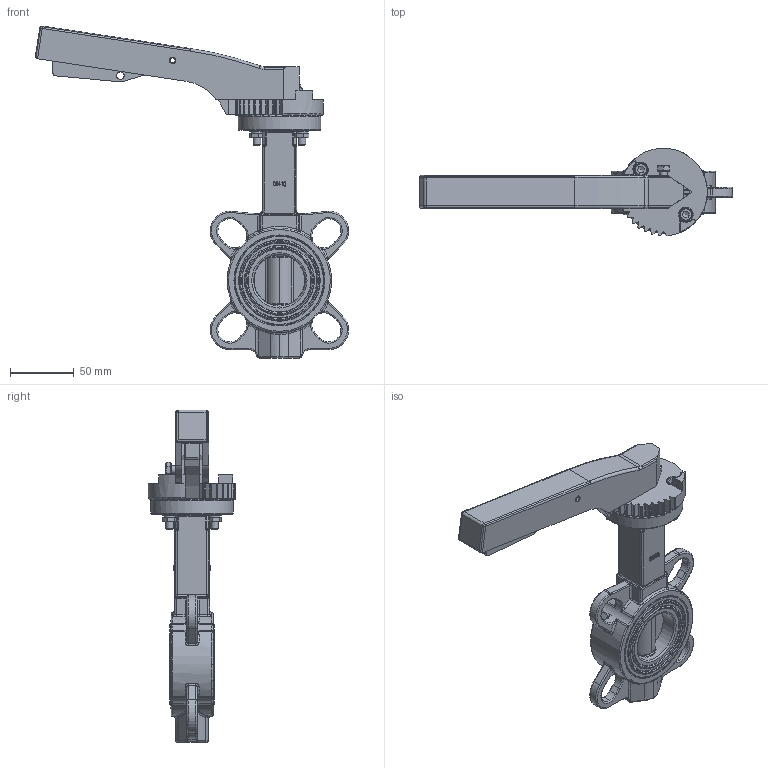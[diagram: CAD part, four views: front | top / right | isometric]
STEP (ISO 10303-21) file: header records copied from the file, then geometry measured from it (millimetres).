
FILE_DESCRIPTION(('HOOPS Exchange Step'),'2;1');
FILE_NAME('AK05_DN32.stp','2025-07-21T08:29:43+02:00',('nieru'),('Unknown organisation'),'HOOPS Exchange 2024.2','HOOPS Exchange','Unknown authorisation');
FILE_SCHEMA( ('AP203_CONFIGURATION_CONTROLLED_3D_DESIGN_OF_MECHANICAL_PARTS_AND_ASSEMBLIES_MIM_LF') );
Length unit declared in the file: millimetre
Products named in the file (2): 0; root
Assembly tree (1 placements, depth 2):
  root
    0
Bounding box: 246.16 x 68.85 x 261 mm (x, y, z)
Volume: 438658.7 mm3; surface area: 123622.1 mm2
Topology: 14 solids, 14 shells, 1185 faces, 3085 edges, 1913 vertices
Faces by surface type: cylinder 385, plane 339, bspline 250, torus 187, cone 16, sphere 8
Full cylindrical faces by diameter (mm): 5 x2, 6 x6, 6.4 x2, 7 x4, 10 x3, 11 x2, 11.5 x2, 17 x1, 18.027 x1, 41 x1, 65 x1, 70 x3
Entity records: 78137 total; most frequent: CARTESIAN_POINT 51565, ORIENTED_EDGE 6094, DIRECTION 4427, EDGE_CURVE 3047, VERTEX_POINT 1913, AXIS2_PLACEMENT_3D 1645, EDGE_LOOP 1252, FACE_BOUND 1252
